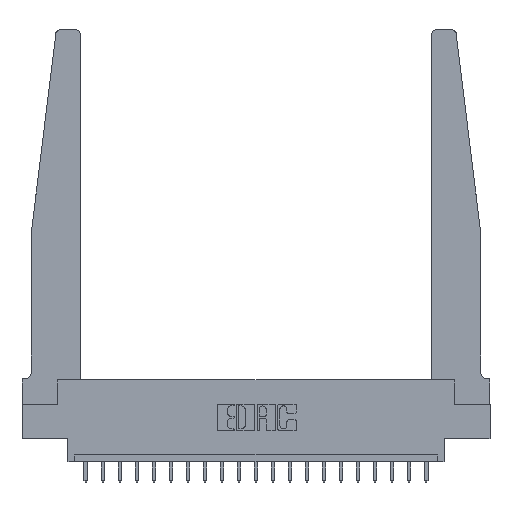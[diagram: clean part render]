
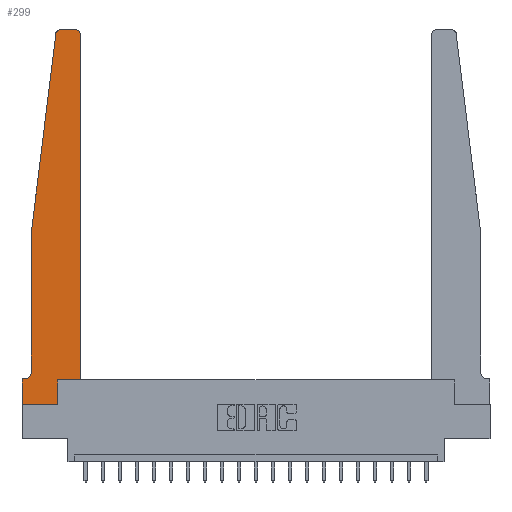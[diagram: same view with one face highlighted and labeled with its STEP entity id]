
A CAD part, top view. The second image highlights one B-rep face of the part: STEP entity #299.
In plain terms, the highlighted planar face has unit normal (0, 0, 1).
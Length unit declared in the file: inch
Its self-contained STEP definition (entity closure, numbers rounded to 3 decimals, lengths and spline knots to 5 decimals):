
#6 = DIRECTION ( 'NONE',  ( 0., 0., 1. ) ) ;
#10 = VERTEX_POINT ( 'NONE', #6443 ) ;
#291 = DIRECTION ( 'NONE',  ( 1., 0., 0. ) ) ;
#299 = ADVANCED_FACE ( 'NONE', ( #17597 ), #18984, .T. ) ;
#545 = VECTOR ( 'NONE', #1427, 39.37008 ) ;
#1078 = LINE ( 'NONE', #18375, #6362 ) ;
#1427 = DIRECTION ( 'NONE',  ( 0., -1., 0. ) ) ;
#1650 = ORIENTED_EDGE ( 'NONE', *, *, #5554, .T. ) ;
#1731 = VECTOR ( 'NONE', #7388, 39.37008 ) ;
#1986 = CARTESIAN_POINT ( 'NONE',  ( 0.065, 0.1875, 0.37 ) ) ;
#2354 = LINE ( 'NONE', #1986, #11102 ) ;
#2613 = VERTEX_POINT ( 'NONE', #8805 ) ;
#3546 = ORIENTED_EDGE ( 'NONE', *, *, #7079, .T. ) ;
#3778 = LINE ( 'NONE', #8948, #5540 ) ;
#3934 = LINE ( 'NONE', #5636, #6457 ) ;
#4174 = CARTESIAN_POINT ( 'NONE',  ( 0.2605, 0.18, 0.37 ) ) ;
#4276 = ORIENTED_EDGE ( 'NONE', *, *, #17766, .T. ) ;
#4518 = EDGE_CURVE ( 'NONE', #8290, #10, #1078, .T. ) ;
#4848 = CARTESIAN_POINT ( 'NONE',  ( 0., 0., 0.37 ) ) ;
#4867 = CARTESIAN_POINT ( 'NONE',  ( 0.015, 0.1875, 0.37 ) ) ;
#5132 = CARTESIAN_POINT ( 'NONE',  ( 0.015, 0.2375, 0.37 ) ) ;
#5219 = ORIENTED_EDGE ( 'NONE', *, *, #20036, .T. ) ;
#5225 = DIRECTION ( 'NONE',  ( 0., 0., 1. ) ) ;
#5376 = ORIENTED_EDGE ( 'NONE', *, *, #9687, .T. ) ;
#5540 = VECTOR ( 'NONE', #18714, 39.37008 ) ;
#5554 = EDGE_CURVE ( 'NONE', #9191, #11346, #8332, .T. ) ;
#5607 = CARTESIAN_POINT ( 'NONE',  ( 0.2605, 0., 0.37 ) ) ;
#5636 = CARTESIAN_POINT ( 'NONE',  ( 0.065, 1.25, 0.37 ) ) ;
#5996 = LINE ( 'NONE', #4174, #1731 ) ;
#6000 = DIRECTION ( 'NONE',  ( 0., 0., 1. ) ) ;
#6186 = VECTOR ( 'NONE', #11682, 39.37008 ) ;
#6362 = VECTOR ( 'NONE', #8754, 39.37008 ) ;
#6443 = CARTESIAN_POINT ( 'NONE',  ( 0.425, 0.18, 0.37 ) ) ;
#6457 = VECTOR ( 'NONE', #18890, 39.37008 ) ;
#6479 = CARTESIAN_POINT ( 'NONE',  ( 0.065, 1.25, 0.37 ) ) ;
#6579 = CARTESIAN_POINT ( 'NONE',  ( 0., 0.1875, 0.37 ) ) ;
#6610 = DIRECTION ( 'NONE',  ( 0., -1., 0. ) ) ;
#7063 = EDGE_CURVE ( 'NONE', #11346, #17763, #11930, .T. ) ;
#7079 = EDGE_CURVE ( 'NONE', #12122, #14738, #10442, .T. ) ;
#7388 = DIRECTION ( 'NONE',  ( 0., 1., 0. ) ) ;
#7565 = VECTOR ( 'NONE', #6610, 39.37008 ) ;
#8056 = VERTEX_POINT ( 'NONE', #16192 ) ;
#8290 = VERTEX_POINT ( 'NONE', #9159 ) ;
#8332 = LINE ( 'NONE', #6479, #7565 ) ;
#8475 = ORIENTED_EDGE ( 'NONE', *, *, #10667, .T. ) ;
#8754 = DIRECTION ( 'NONE',  ( 1., 0., 0. ) ) ;
#8805 = CARTESIAN_POINT ( 'NONE',  ( 0.24675, 2.72367, 0.37 ) ) ;
#8948 = CARTESIAN_POINT ( 'NONE',  ( 0.425, 0.18, 0.37 ) ) ;
#9159 = CARTESIAN_POINT ( 'NONE',  ( 0.2605, 0.18, 0.37 ) ) ;
#9191 = VERTEX_POINT ( 'NONE', #12161 ) ;
#9687 = EDGE_CURVE ( 'NONE', #18729, #12122, #16099, .T. ) ;
#9797 = VECTOR ( 'NONE', #11597, 39.37008 ) ;
#9811 = ORIENTED_EDGE ( 'NONE', *, *, #4518, .T. ) ;
#9816 = CARTESIAN_POINT ( 'NONE',  ( 0.27653, 2.72, 0.37 ) ) ;
#9832 = CARTESIAN_POINT ( 'NONE',  ( 0.395, 2.72, 0.37 ) ) ;
#10058 = AXIS2_PLACEMENT_3D ( 'NONE', #9816, #6, #16112 ) ;
#10183 = ORIENTED_EDGE ( 'NONE', *, *, #7063, .T. ) ;
#10442 = LINE ( 'NONE', #4848, #6186 ) ;
#10568 = EDGE_CURVE ( 'NONE', #14513, #8056, #15290, .T. ) ;
#10667 = EDGE_CURVE ( 'NONE', #10, #18083, #3778, .T. ) ;
#11102 = VECTOR ( 'NONE', #11708, 39.37008 ) ;
#11346 = VERTEX_POINT ( 'NONE', #20325 ) ;
#11597 = DIRECTION ( 'NONE',  ( -1., 0., 0. ) ) ;
#11682 = DIRECTION ( 'NONE',  ( 1., 0., 0. ) ) ;
#11708 = DIRECTION ( 'NONE',  ( -1., 0., 0. ) ) ;
#11930 = CIRCLE ( 'NONE', #13830, 0.05 ) ;
#12122 = VERTEX_POINT ( 'NONE', #12387 ) ;
#12161 = CARTESIAN_POINT ( 'NONE',  ( 0.065, 1.25, 0.37 ) ) ;
#12387 = CARTESIAN_POINT ( 'NONE',  ( 0., 0., 0.37 ) ) ;
#12768 = CIRCLE ( 'NONE', #20494, 0.03 ) ;
#13006 = DIRECTION ( 'NONE',  ( 0., 0., -1. ) ) ;
#13830 = AXIS2_PLACEMENT_3D ( 'NONE', #5132, #13006, #19520 ) ;
#14176 = CARTESIAN_POINT ( 'NONE',  ( 0., 0.1875, 0.37 ) ) ;
#14513 = VERTEX_POINT ( 'NONE', #14733 ) ;
#14733 = CARTESIAN_POINT ( 'NONE',  ( 0.395, 2.75, 0.37 ) ) ;
#14738 = VERTEX_POINT ( 'NONE', #5607 ) ;
#15290 = LINE ( 'NONE', #17752, #9797 ) ;
#15418 = EDGE_CURVE ( 'NONE', #17763, #18729, #2354, .T. ) ;
#15582 = DIRECTION ( 'NONE',  ( 1., 0., 0. ) ) ;
#16099 = LINE ( 'NONE', #17419, #545 ) ;
#16112 = DIRECTION ( 'NONE',  ( 1., 0., 0. ) ) ;
#16192 = CARTESIAN_POINT ( 'NONE',  ( 0.27653, 2.75, 0.37 ) ) ;
#16193 = ORIENTED_EDGE ( 'NONE', *, *, #19815, .T. ) ;
#16738 = EDGE_LOOP ( 'NONE', ( #17388, #5219, #16193, #1650, #10183, #18071, #5376, #3546, #20697, #9811, #8475, #4276 ) ) ;
#17388 = ORIENTED_EDGE ( 'NONE', *, *, #10568, .T. ) ;
#17419 = CARTESIAN_POINT ( 'NONE',  ( 0., 0., 0.37 ) ) ;
#17597 = FACE_OUTER_BOUND ( 'NONE', #16738, .T. ) ;
#17752 = CARTESIAN_POINT ( 'NONE',  ( 0.25, 2.75, 0.37 ) ) ;
#17763 = VERTEX_POINT ( 'NONE', #4867 ) ;
#17766 = EDGE_CURVE ( 'NONE', #18083, #14513, #12768, .T. ) ;
#18071 = ORIENTED_EDGE ( 'NONE', *, *, #15418, .T. ) ;
#18083 = VERTEX_POINT ( 'NONE', #20336 ) ;
#18375 = CARTESIAN_POINT ( 'NONE',  ( 0.425, 0.18, 0.37 ) ) ;
#18714 = DIRECTION ( 'NONE',  ( 0., 1., 0. ) ) ;
#18729 = VERTEX_POINT ( 'NONE', #6579 ) ;
#18890 = DIRECTION ( 'NONE',  ( -0.122, -0.992, 0. ) ) ;
#18984 = PLANE ( 'NONE',  #19307 ) ;
#19307 = AXIS2_PLACEMENT_3D ( 'NONE', #14176, #6000, #15582 ) ;
#19486 = CIRCLE ( 'NONE', #10058, 0.03 ) ;
#19520 = DIRECTION ( 'NONE',  ( -1., 0., 0. ) ) ;
#19815 = EDGE_CURVE ( 'NONE', #2613, #9191, #3934, .T. ) ;
#20036 = EDGE_CURVE ( 'NONE', #8056, #2613, #19486, .T. ) ;
#20325 = CARTESIAN_POINT ( 'NONE',  ( 0.065, 0.2375, 0.37 ) ) ;
#20336 = CARTESIAN_POINT ( 'NONE',  ( 0.425, 2.72, 0.37 ) ) ;
#20349 = EDGE_CURVE ( 'NONE', #14738, #8290, #5996, .T. ) ;
#20494 = AXIS2_PLACEMENT_3D ( 'NONE', #9832, #5225, #291 ) ;
#20697 = ORIENTED_EDGE ( 'NONE', *, *, #20349, .T. ) ;
